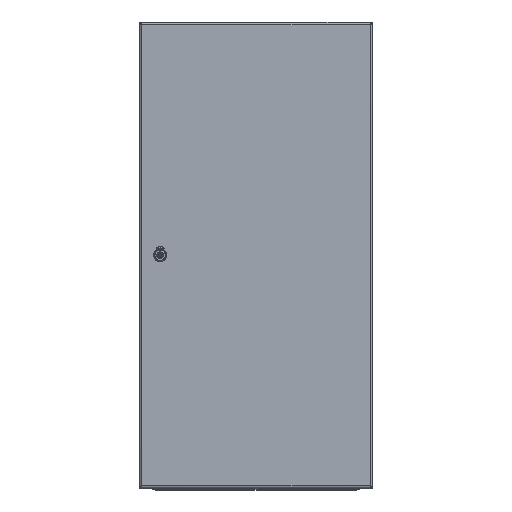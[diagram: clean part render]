
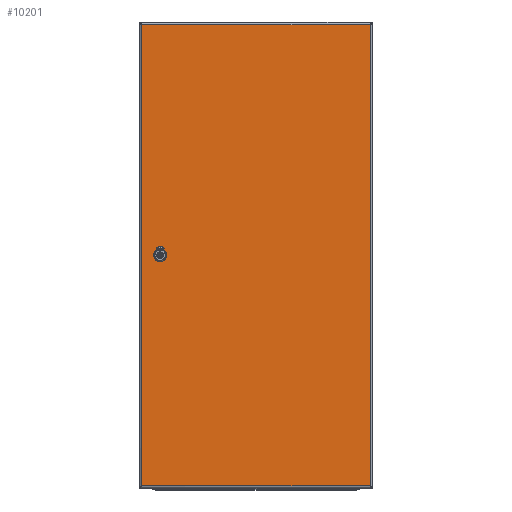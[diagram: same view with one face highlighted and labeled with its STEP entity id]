
A CAD part, top view. The second image highlights one B-rep face of the part: STEP entity #10201.
In plain terms, the highlighted face is planar.
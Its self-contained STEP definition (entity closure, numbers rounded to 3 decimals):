
#4007=FACE_BOUND('',#13214,.T.);
#4008=FACE_BOUND('',#13215,.T.);
#5553=PLANE('',#30255);
#6980=LINE('',#56935,#8701);
#6981=LINE('',#56940,#8702);
#6982=LINE('',#56944,#8703);
#6983=LINE('',#56948,#8704);
#6984=LINE('',#56951,#8705);
#6985=LINE('',#56954,#8706);
#6986=LINE('',#56956,#8707);
#6987=LINE('',#56958,#8708);
#8701=VECTOR('',#35964,1.);
#8702=VECTOR('',#35967,1.);
#8703=VECTOR('',#35970,1.);
#8704=VECTOR('',#35973,1.);
#8705=VECTOR('',#35976,1.);
#8706=VECTOR('',#35977,1.);
#8707=VECTOR('',#35978,1.);
#8708=VECTOR('',#35979,1.);
#10201=ADVANCED_FACE('',(#4007,#4008),#5553,.F.);
#13214=EDGE_LOOP('',(#19375,#19376,#19377,#19378,#19379,#19380,#19381,#19382));
#13215=EDGE_LOOP('',(#19383,#19384,#19385,#19386));
#19375=ORIENTED_EDGE('',*,*,#26224,.T.);
#19376=ORIENTED_EDGE('',*,*,#26225,.T.);
#19377=ORIENTED_EDGE('',*,*,#26226,.T.);
#19378=ORIENTED_EDGE('',*,*,#26227,.T.);
#19379=ORIENTED_EDGE('',*,*,#26228,.T.);
#19380=ORIENTED_EDGE('',*,*,#26229,.T.);
#19381=ORIENTED_EDGE('',*,*,#26230,.T.);
#19382=ORIENTED_EDGE('',*,*,#26231,.T.);
#19383=ORIENTED_EDGE('',*,*,#26232,.T.);
#19384=ORIENTED_EDGE('',*,*,#26233,.T.);
#19385=ORIENTED_EDGE('',*,*,#26234,.T.);
#19386=ORIENTED_EDGE('',*,*,#26235,.T.);
#23031=VERTEX_POINT('',#56936);
#23032=VERTEX_POINT('',#56937);
#23033=VERTEX_POINT('',#56939);
#23034=VERTEX_POINT('',#56941);
#23035=VERTEX_POINT('',#56943);
#23036=VERTEX_POINT('',#56945);
#23037=VERTEX_POINT('',#56947);
#23038=VERTEX_POINT('',#56949);
#23039=VERTEX_POINT('',#56952);
#23040=VERTEX_POINT('',#56953);
#23041=VERTEX_POINT('',#56955);
#23042=VERTEX_POINT('',#56957);
#26224=EDGE_CURVE('',#23031,#23032,#6980,.T.);
#26225=EDGE_CURVE('',#23032,#23033,#28083,.T.);
#26226=EDGE_CURVE('',#23033,#23034,#6981,.T.);
#26227=EDGE_CURVE('',#23034,#23035,#28084,.T.);
#26228=EDGE_CURVE('',#23035,#23036,#6982,.T.);
#26229=EDGE_CURVE('',#23036,#23037,#28085,.T.);
#26230=EDGE_CURVE('',#23037,#23038,#6983,.T.);
#26231=EDGE_CURVE('',#23038,#23031,#28086,.T.);
#26232=EDGE_CURVE('',#23039,#23040,#6984,.T.);
#26233=EDGE_CURVE('',#23040,#23041,#6985,.T.);
#26234=EDGE_CURVE('',#23041,#23042,#6986,.T.);
#26235=EDGE_CURVE('',#23042,#23039,#6987,.T.);
#28083=CIRCLE('',#30251,11.25);
#28084=CIRCLE('',#30252,11.25);
#28085=CIRCLE('',#30253,11.25);
#28086=CIRCLE('',#30254,11.25);
#30251=AXIS2_PLACEMENT_3D('',#56938,#35965,#35966);
#30252=AXIS2_PLACEMENT_3D('',#56942,#35968,#35969);
#30253=AXIS2_PLACEMENT_3D('',#56946,#35971,#35972);
#30254=AXIS2_PLACEMENT_3D('',#56950,#35974,#35975);
#30255=AXIS2_PLACEMENT_3D('',#56959,#35980,#35981);
#35964=DIRECTION('',(-1.,0.,0.));
#35965=DIRECTION('',(0.,0.,1.));
#35966=DIRECTION('',(1.,0.,0.));
#35967=DIRECTION('',(0.,-1.,0.));
#35968=DIRECTION('',(0.,0.,1.));
#35969=DIRECTION('',(1.,0.,0.));
#35970=DIRECTION('',(1.,0.,0.));
#35971=DIRECTION('',(0.,0.,1.));
#35972=DIRECTION('',(1.,0.,0.));
#35973=DIRECTION('',(0.,1.,0.));
#35974=DIRECTION('',(0.,0.,1.));
#35975=DIRECTION('',(1.,0.,0.));
#35976=DIRECTION('',(0.,1.,0.));
#35977=DIRECTION('',(1.,0.,0.));
#35978=DIRECTION('',(0.,-1.,0.));
#35979=DIRECTION('',(-1.,0.,0.));
#35980=DIRECTION('',(0.,0.,1.));
#35981=DIRECTION('',(-1.,0.,0.));
#56935=CARTESIAN_POINT('',(-296.25,10.2,0.));
#56936=CARTESIAN_POINT('',(250.996,10.2,0.));
#56937=CARTESIAN_POINT('',(241.504,10.2,0.));
#56938=CARTESIAN_POINT('',(246.25,0.,0.));
#56939=CARTESIAN_POINT('',(236.05,4.746,0.));
#56940=CARTESIAN_POINT('',(236.05,-595.5,0.));
#56941=CARTESIAN_POINT('',(236.05,-4.746,0.));
#56942=CARTESIAN_POINT('',(246.25,0.,0.));
#56943=CARTESIAN_POINT('',(241.504,-10.2,0.));
#56944=CARTESIAN_POINT('',(-296.25,-10.2,0.));
#56945=CARTESIAN_POINT('',(250.996,-10.2,0.));
#56946=CARTESIAN_POINT('',(246.25,0.,0.));
#56947=CARTESIAN_POINT('',(256.45,-4.746,0.));
#56948=CARTESIAN_POINT('',(256.45,-595.5,0.));
#56949=CARTESIAN_POINT('',(256.45,4.746,0.));
#56950=CARTESIAN_POINT('',(246.25,0.,0.));
#56951=CARTESIAN_POINT('',(-294.15,-595.5,0.));
#56952=CARTESIAN_POINT('',(-294.15,-593.4,0.));
#56953=CARTESIAN_POINT('',(-294.15,593.4,0.));
#56954=CARTESIAN_POINT('',(-296.25,593.4,0.));
#56955=CARTESIAN_POINT('',(294.15,593.4,0.));
#56956=CARTESIAN_POINT('',(294.15,-595.5,0.));
#56957=CARTESIAN_POINT('',(294.15,-593.4,0.));
#56958=CARTESIAN_POINT('',(-296.25,-593.4,0.));
#56959=CARTESIAN_POINT('',(-296.25,-595.5,0.));
